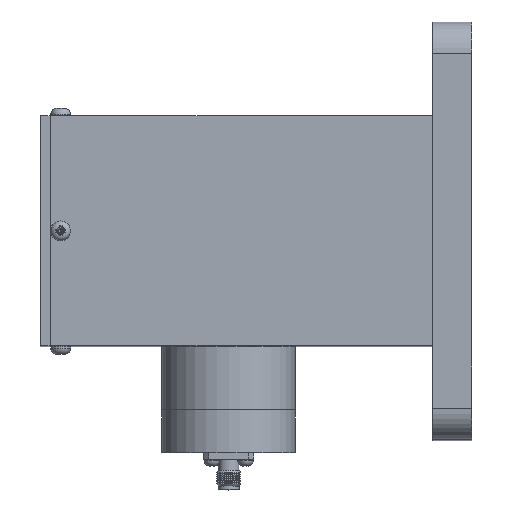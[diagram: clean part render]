
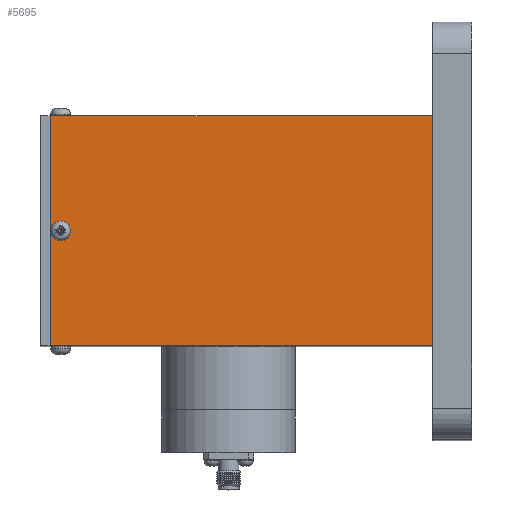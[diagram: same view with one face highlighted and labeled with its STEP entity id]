
A CAD part, top view. The second image highlights one B-rep face of the part: STEP entity #5695.
In plain terms, the highlighted planar face has unit normal (0, 0, 1).
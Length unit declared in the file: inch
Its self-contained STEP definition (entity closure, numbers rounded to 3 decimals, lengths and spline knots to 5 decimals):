
#326 = CARTESIAN_POINT ( 'NONE',  ( -4.22571, 1.1549, 2.22935 ) ) ;
#384 = AXIS2_PLACEMENT_3D ( 'NONE', #6422, #465, #5107 ) ;
#465 = DIRECTION ( 'NONE',  ( 0., 0., -1. ) ) ;
#568 = CARTESIAN_POINT ( 'NONE',  ( -4.22571, 0., 2.22935 ) ) ;
#794 = VECTOR ( 'NONE', #8461, 39.37008 ) ;
#946 = ORIENTED_EDGE ( 'NONE', *, *, #3704, .F. ) ;
#1047 = VECTOR ( 'NONE', #4160, 39.37008 ) ;
#1223 = DIRECTION ( 'NONE',  ( 1., 0., 0. ) ) ;
#1330 = EDGE_LOOP ( 'NONE', ( #2215, #4448, #946, #7464, #5939, #5016 ) ) ;
#1350 = EDGE_CURVE ( 'NONE', #3212, #4909, #2391, .T. ) ;
#1403 = DIRECTION ( 'NONE',  ( 0., 0., 1. ) ) ;
#2125 = EDGE_CURVE ( 'NONE', #5214, #6510, #2568, .T. ) ;
#2215 = ORIENTED_EDGE ( 'NONE', *, *, #2125, .F. ) ;
#2391 = LINE ( 'NONE', #2822, #1047 ) ;
#2568 = LINE ( 'NONE', #5224, #794 ) ;
#2822 = CARTESIAN_POINT ( 'NONE',  ( -4.33071, -1.1549, 2.22935 ) ) ;
#3052 = LINE ( 'NONE', #6032, #6392 ) ;
#3212 = VERTEX_POINT ( 'NONE', #7846 ) ;
#3463 = CARTESIAN_POINT ( 'NONE',  ( -4.22571, 1.1549, 2.22935 ) ) ;
#3488 = EDGE_CURVE ( 'NONE', #4909, #6193, #3052, .T. ) ;
#3704 = EDGE_CURVE ( 'NONE', #3212, #5214, #6871, .T. ) ;
#4160 = DIRECTION ( 'NONE',  ( 1., 0., 0. ) ) ;
#4427 = CIRCLE ( 'NONE', #5709, 0.1 ) ;
#4448 = ORIENTED_EDGE ( 'NONE', *, *, #5915, .F. ) ;
#4610 = LINE ( 'NONE', #5857, #7892 ) ;
#4628 = EDGE_CURVE ( 'NONE', #6510, #6193, #4610, .T. ) ;
#4909 = VERTEX_POINT ( 'NONE', #7515 ) ;
#5016 = ORIENTED_EDGE ( 'NONE', *, *, #4628, .F. ) ;
#5107 = DIRECTION ( 'NONE',  ( 0., 1., 0. ) ) ;
#5214 = VERTEX_POINT ( 'NONE', #568 ) ;
#5224 = CARTESIAN_POINT ( 'NONE',  ( -4.22571, 1.1549, 2.22935 ) ) ;
#5372 = CARTESIAN_POINT ( 'NONE',  ( -4.12571, 0., 2.22935 ) ) ;
#5689 = CARTESIAN_POINT ( 'NONE',  ( -0.3937, 1.1549, 2.22935 ) ) ;
#5695 = ADVANCED_FACE ( 'NONE', ( #7418 ), #8346, .F. ) ;
#5709 = AXIS2_PLACEMENT_3D ( 'NONE', #5372, #1403, #6037 ) ;
#5857 = CARTESIAN_POINT ( 'NONE',  ( -4.33071, 1.1549, 2.22935 ) ) ;
#5915 = EDGE_CURVE ( 'NONE', #5214, #5214, #4427, .T. ) ;
#5939 = ORIENTED_EDGE ( 'NONE', *, *, #3488, .T. ) ;
#6032 = CARTESIAN_POINT ( 'NONE',  ( -0.3937, 1.1549, 2.22935 ) ) ;
#6037 = DIRECTION ( 'NONE',  ( 1., 0., 0. ) ) ;
#6193 = VERTEX_POINT ( 'NONE', #5689 ) ;
#6392 = VECTOR ( 'NONE', #6682, 39.37008 ) ;
#6422 = CARTESIAN_POINT ( 'NONE',  ( -4.33071, 1.1549, 2.22935 ) ) ;
#6510 = VERTEX_POINT ( 'NONE', #3463 ) ;
#6671 = VECTOR ( 'NONE', #7507, 39.37008 ) ;
#6682 = DIRECTION ( 'NONE',  ( 0., 1., 0. ) ) ;
#6871 = LINE ( 'NONE', #326, #6671 ) ;
#7418 = FACE_OUTER_BOUND ( 'NONE', #1330, .T. ) ;
#7464 = ORIENTED_EDGE ( 'NONE', *, *, #1350, .T. ) ;
#7507 = DIRECTION ( 'NONE',  ( 0., 1., 0. ) ) ;
#7515 = CARTESIAN_POINT ( 'NONE',  ( -0.3937, -1.1549, 2.22935 ) ) ;
#7846 = CARTESIAN_POINT ( 'NONE',  ( -4.22571, -1.1549, 2.22935 ) ) ;
#7892 = VECTOR ( 'NONE', #1223, 39.37008 ) ;
#8346 = PLANE ( 'NONE',  #384 ) ;
#8461 = DIRECTION ( 'NONE',  ( 0., 1., 0. ) ) ;
